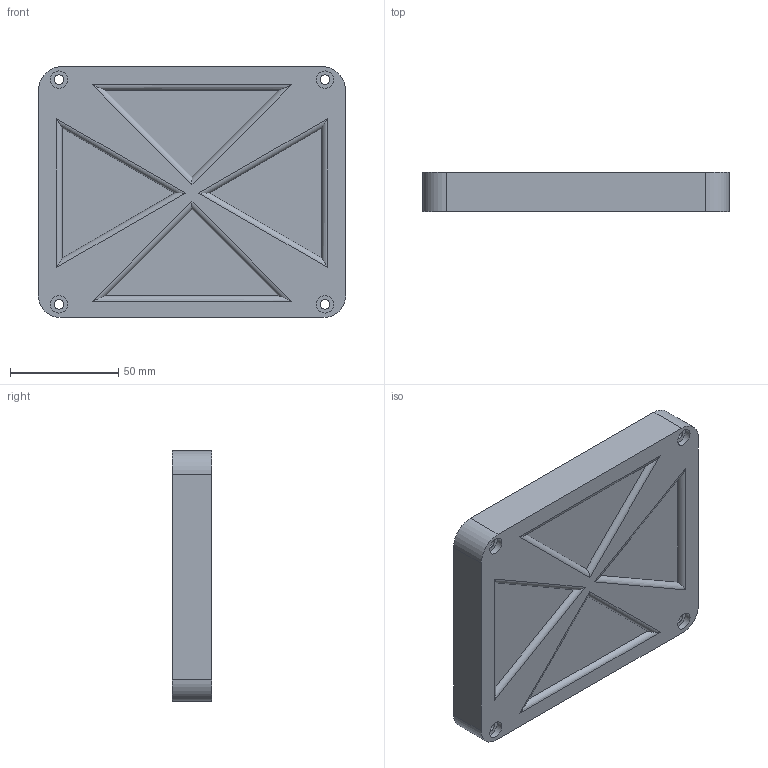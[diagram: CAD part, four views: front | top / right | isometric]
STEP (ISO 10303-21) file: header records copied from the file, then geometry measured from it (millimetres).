
FILE_DESCRIPTION(/* description */ (''),/* implementation_level */ '2;1');
FILE_NAME(/* name */ 'Silvus 4400 Truck Mount v9.step',/* time_stamp */ '2023-05-12T14:34:17-08:00',/* author */ (''),/* organization */ (''),/* preprocessor_version */ 'ST-DEVELOPER v19.2',/* originating_system */ 'Autodesk Translation Framework v12.4.0.73',/* authorisation */ '');
FILE_SCHEMA (('AUTOMOTIVE_DESIGN { 1 0 10303 214 3 1 1 }'));
Length unit declared in the file: millimetre
Products named in the file (2): Silvus 4400 Truck Mount; Component5
Assembly tree (1 placements, depth 2):
  Silvus 4400 Truck Mount
    Component5
Bounding box: 142 x 18.1 x 116 mm (x, y, z)
Volume: 256622.1 mm3; surface area: 47308.7 mm2
Topology: 1 solids, 1 shells, 98 faces, 203 edges, 133 vertices
Faces by surface type: plane 48, cylinder 38, cone 7, torus 5
Full cylindrical faces by diameter (mm): 3.3 x1, 3.5 x4, 4.45 x4, 8 x4, 8.4 x4, 31.2 x5
Entity records: 2700 total; most frequent: DIRECTION 491, CARTESIAN_POINT 437, ORIENTED_EDGE 406, EDGE_CURVE 203, AXIS2_PLACEMENT_3D 187, VERTEX_POINT 133, EDGE_LOOP 132, LINE 117
